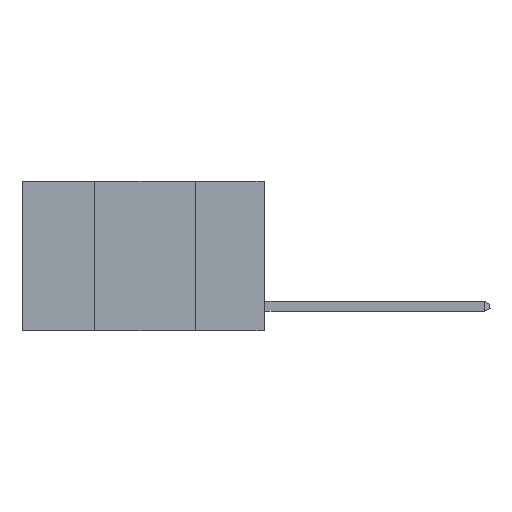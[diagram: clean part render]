
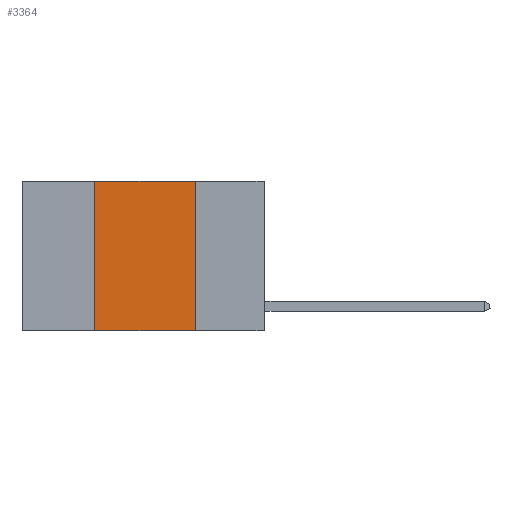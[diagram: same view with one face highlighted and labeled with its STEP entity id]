
A CAD part, left-side view. The second image highlights one B-rep face of the part: STEP entity #3364.
In plain terms, the highlighted planar face has unit normal (-1, 0, 0).
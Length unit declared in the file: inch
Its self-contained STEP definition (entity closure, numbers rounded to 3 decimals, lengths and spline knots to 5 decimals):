
#1146 = DIRECTION ( 'NONE',  ( 0., 0., -1. ) ) ;
#2023 = EDGE_CURVE ( 'NONE', #9120, #10886, #27743, .T. ) ;
#2463 = CARTESIAN_POINT ( 'NONE',  ( 0., 0.6, 0. ) ) ;
#3364 = ADVANCED_FACE ( 'NONE', ( #5378 ), #5291, .F. ) ;
#4387 = EDGE_LOOP ( 'NONE', ( #13565, #25208, #8394, #9110 ) ) ;
#4676 = DIRECTION ( 'NONE',  ( 0., -1., 0. ) ) ;
#4827 = CARTESIAN_POINT ( 'NONE',  ( 0., 0.42, 0. ) ) ;
#5291 = PLANE ( 'NONE',  #7086 ) ;
#5378 = FACE_OUTER_BOUND ( 'NONE', #4387, .T. ) ;
#6441 = CARTESIAN_POINT ( 'NONE',  ( 0., 0.42, 0. ) ) ;
#6463 = EDGE_CURVE ( 'NONE', #14030, #9120, #20601, .T. ) ;
#7086 = AXIS2_PLACEMENT_3D ( 'NONE', #20610, #22828, #9716 ) ;
#7379 = CARTESIAN_POINT ( 'NONE',  ( 0., 0.42, -0.37 ) ) ;
#8394 = ORIENTED_EDGE ( 'NONE', *, *, #6463, .F. ) ;
#8477 = CARTESIAN_POINT ( 'NONE',  ( 0., 0.17, -0.37 ) ) ;
#8589 = EDGE_CURVE ( 'NONE', #14030, #26564, #17909, .T. ) ;
#9050 = CARTESIAN_POINT ( 'NONE',  ( 0., 0.6, -0.37 ) ) ;
#9110 = ORIENTED_EDGE ( 'NONE', *, *, #8589, .T. ) ;
#9120 = VERTEX_POINT ( 'NONE', #6441 ) ;
#9716 = DIRECTION ( 'NONE',  ( 0., 0., -1. ) ) ;
#9959 = EDGE_CURVE ( 'NONE', #10886, #26564, #22282, .T. ) ;
#10625 = VECTOR ( 'NONE', #1146, 39.37008 ) ;
#10886 = VERTEX_POINT ( 'NONE', #19686 ) ;
#13565 = ORIENTED_EDGE ( 'NONE', *, *, #9959, .F. ) ;
#14030 = VERTEX_POINT ( 'NONE', #7379 ) ;
#14791 = VECTOR ( 'NONE', #26748, 39.37008 ) ;
#17244 = VECTOR ( 'NONE', #22170, 39.37008 ) ;
#17909 = LINE ( 'NONE', #9050, #17244 ) ;
#18687 = CARTESIAN_POINT ( 'NONE',  ( 0., 0.17, 0. ) ) ;
#19686 = CARTESIAN_POINT ( 'NONE',  ( 0., 0.17, 0. ) ) ;
#20601 = LINE ( 'NONE', #4827, #14791 ) ;
#20610 = CARTESIAN_POINT ( 'NONE',  ( 0., 0.6, 0. ) ) ;
#21250 = VECTOR ( 'NONE', #4676, 39.37008 ) ;
#22170 = DIRECTION ( 'NONE',  ( 0., -1., 0. ) ) ;
#22282 = LINE ( 'NONE', #18687, #10625 ) ;
#22828 = DIRECTION ( 'NONE',  ( 1., 0., 0. ) ) ;
#25208 = ORIENTED_EDGE ( 'NONE', *, *, #2023, .F. ) ;
#26564 = VERTEX_POINT ( 'NONE', #8477 ) ;
#26748 = DIRECTION ( 'NONE',  ( 0., 0., 1. ) ) ;
#27743 = LINE ( 'NONE', #2463, #21250 ) ;
